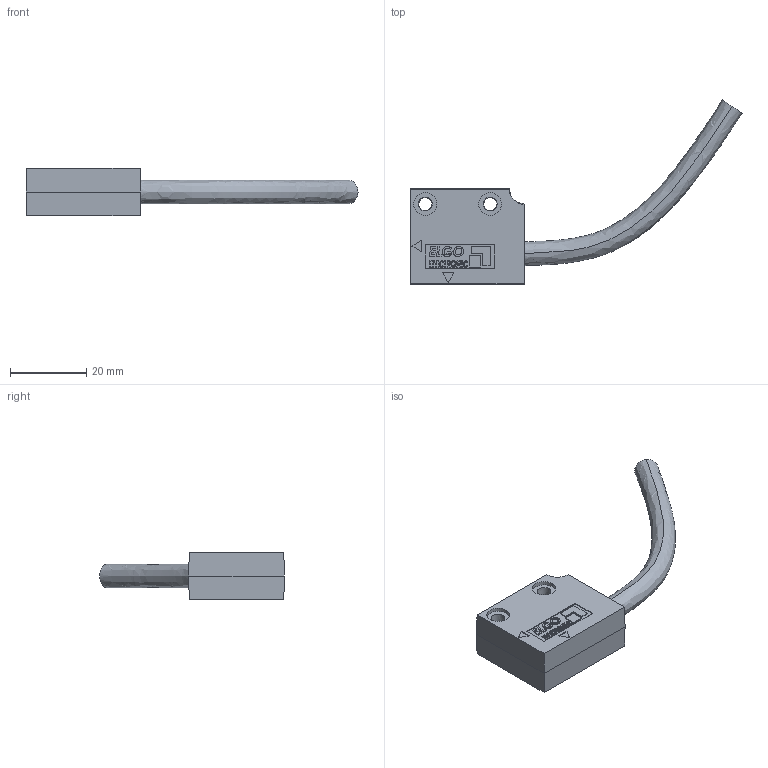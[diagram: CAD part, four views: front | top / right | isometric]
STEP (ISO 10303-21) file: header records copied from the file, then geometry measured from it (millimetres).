
FILE_DESCRIPTION (( 'STEP AP214' ), '1' );
FILE_NAME ('LMIX_2.STEP', '2012-02-05T15:13:07', ( ' ' ), ( ' ' ), 'SwSTEP 2.0', 'SolidWorks 2008', '' );
FILE_SCHEMA (( 'AUTOMOTIVE_DESIGN' ));
Length unit declared in the file: millimetre
Products named in the file (1): LMIX_2
Bounding box: 86.92 x 48.31 x 12.5 mm (x, y, z)
Volume: 6831.9 mm3; surface area: 6379.6 mm2
Topology: 1 solids, 1 shells, 465 faces, 1226 edges, 813 vertices
Faces by surface type: plane 320, bspline 107, cylinder 23, cone 15
Entity records: 20665 total; most frequent: CARTESIAN_POINT 9596, ORIENTED_EDGE 2452, DIRECTION 1802, EDGE_CURVE 1226, VECTOR 912, LINE 912, VERTEX_POINT 813, EDGE_LOOP 519
